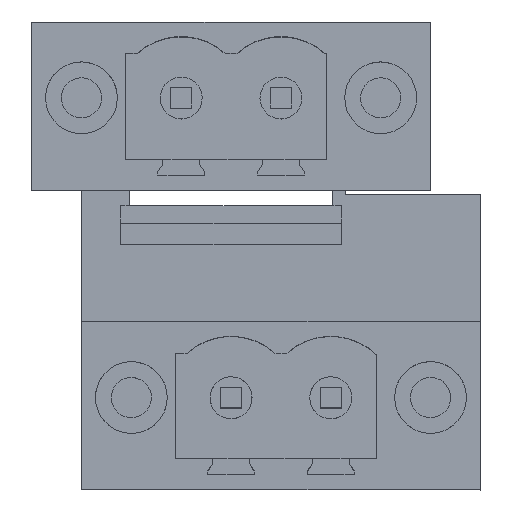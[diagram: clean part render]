
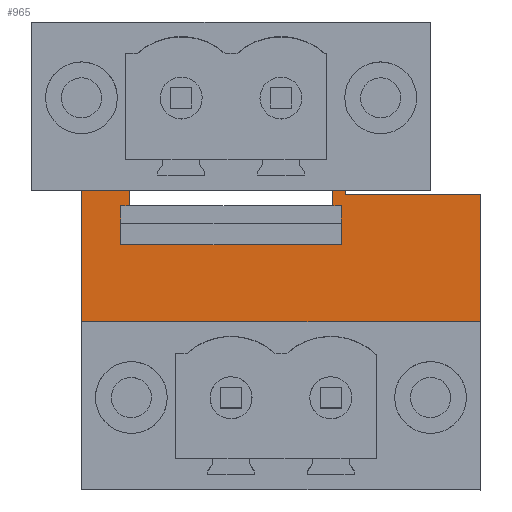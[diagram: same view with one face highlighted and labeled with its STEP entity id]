
A CAD part, top view. The second image highlights one B-rep face of the part: STEP entity #965.
In plain terms, the highlighted planar face has unit normal (0, 0, 1).
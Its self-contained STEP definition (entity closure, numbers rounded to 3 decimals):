
#866=AXIS2_PLACEMENT_3D('Plane Axis2P3D',#863,#864,#865) ;
#104=CARTESIAN_POINT('Vertex',(15.105,15.,12.7)) ;
#109=CARTESIAN_POINT('Line Origine',(15.415,15.,12.7)) ;
#113=CARTESIAN_POINT('Vertex',(15.725,15.,12.7)) ;
#160=CARTESIAN_POINT('Vertex',(4.275,15.,12.7)) ;
#163=CARTESIAN_POINT('Line Origine',(4.585,15.,12.7)) ;
#167=CARTESIAN_POINT('Vertex',(4.895,15.,12.7)) ;
#833=CARTESIAN_POINT('Vertex',(15.105,14.25,12.7)) ;
#836=CARTESIAN_POINT('Line Origine',(15.105,14.625,12.7)) ;
#863=CARTESIAN_POINT('Axis2P3D Location',(0.,15.,12.7)) ;
#868=CARTESIAN_POINT('Line Origine',(22.5,11.615,12.7)) ;
#872=CARTESIAN_POINT('Vertex',(22.5,14.8,12.7)) ;
#874=CARTESIAN_POINT('Vertex',(22.5,8.43,12.7)) ;
#877=CARTESIAN_POINT('Line Origine',(19.112,14.8,12.7)) ;
#881=CARTESIAN_POINT('Vertex',(15.725,14.8,12.7)) ;
#884=CARTESIAN_POINT('Line Origine',(15.725,14.9,12.7)) ;
#889=CARTESIAN_POINT('Line Origine',(15.32,14.25,12.7)) ;
#893=CARTESIAN_POINT('Vertex',(15.535,14.25,12.7)) ;
#896=CARTESIAN_POINT('Line Origine',(15.535,13.275,12.7)) ;
#900=CARTESIAN_POINT('Vertex',(15.535,12.3,12.7)) ;
#903=CARTESIAN_POINT('Line Origine',(10.,12.3,12.7)) ;
#907=CARTESIAN_POINT('Vertex',(4.465,12.3,12.7)) ;
#910=CARTESIAN_POINT('Line Origine',(4.465,13.275,12.7)) ;
#914=CARTESIAN_POINT('Vertex',(4.465,14.25,12.7)) ;
#917=CARTESIAN_POINT('Line Origine',(4.68,14.25,12.7)) ;
#921=CARTESIAN_POINT('Vertex',(4.895,14.25,12.7)) ;
#924=CARTESIAN_POINT('Line Origine',(4.895,14.625,12.7)) ;
#929=CARTESIAN_POINT('Line Origine',(3.388,15.,12.7)) ;
#933=CARTESIAN_POINT('Vertex',(2.5,15.,12.7)) ;
#936=CARTESIAN_POINT('Line Origine',(2.5,11.715,12.7)) ;
#940=CARTESIAN_POINT('Vertex',(2.5,8.43,12.7)) ;
#943=CARTESIAN_POINT('Line Origine',(12.5,8.43,12.7)) ;
#110=DIRECTION('Vector Direction',(1.,0.,0.)) ;
#164=DIRECTION('Vector Direction',(1.,0.,0.)) ;
#837=DIRECTION('Vector Direction',(0.,-1.,0.)) ;
#864=DIRECTION('Axis2P3D Direction',(-0.,0.,1.)) ;
#865=DIRECTION('Axis2P3D XDirection',(0.,-1.,0.)) ;
#869=DIRECTION('Vector Direction',(0.,-1.,0.)) ;
#878=DIRECTION('Vector Direction',(-1.,0.,0.)) ;
#885=DIRECTION('Vector Direction',(0.,1.,0.)) ;
#890=DIRECTION('Vector Direction',(-1.,0.,0.)) ;
#897=DIRECTION('Vector Direction',(0.,1.,0.)) ;
#904=DIRECTION('Vector Direction',(1.,0.,0.)) ;
#911=DIRECTION('Vector Direction',(0.,1.,0.)) ;
#918=DIRECTION('Vector Direction',(-1.,0.,0.)) ;
#925=DIRECTION('Vector Direction',(0.,-1.,0.)) ;
#930=DIRECTION('Vector Direction',(1.,0.,0.)) ;
#937=DIRECTION('Vector Direction',(0.,-1.,0.)) ;
#944=DIRECTION('Vector Direction',(1.,0.,0.)) ;
#111=VECTOR('Line Direction',#110,1.) ;
#165=VECTOR('Line Direction',#164,1.) ;
#838=VECTOR('Line Direction',#837,1.) ;
#870=VECTOR('Line Direction',#869,1.) ;
#879=VECTOR('Line Direction',#878,1.) ;
#886=VECTOR('Line Direction',#885,1.) ;
#891=VECTOR('Line Direction',#890,1.) ;
#898=VECTOR('Line Direction',#897,1.) ;
#905=VECTOR('Line Direction',#904,1.) ;
#912=VECTOR('Line Direction',#911,1.) ;
#919=VECTOR('Line Direction',#918,1.) ;
#926=VECTOR('Line Direction',#925,1.) ;
#931=VECTOR('Line Direction',#930,1.) ;
#938=VECTOR('Line Direction',#937,1.) ;
#945=VECTOR('Line Direction',#944,1.) ;
#949=ORIENTED_EDGE('',*,*,#876,.F.) ;
#950=ORIENTED_EDGE('',*,*,#883,.T.) ;
#951=ORIENTED_EDGE('',*,*,#888,.T.) ;
#952=ORIENTED_EDGE('',*,*,#115,.F.) ;
#953=ORIENTED_EDGE('',*,*,#840,.F.) ;
#954=ORIENTED_EDGE('',*,*,#895,.F.) ;
#955=ORIENTED_EDGE('',*,*,#902,.F.) ;
#956=ORIENTED_EDGE('',*,*,#909,.F.) ;
#957=ORIENTED_EDGE('',*,*,#916,.F.) ;
#958=ORIENTED_EDGE('',*,*,#923,.F.) ;
#959=ORIENTED_EDGE('',*,*,#928,.F.) ;
#960=ORIENTED_EDGE('',*,*,#169,.F.) ;
#961=ORIENTED_EDGE('',*,*,#935,.F.) ;
#962=ORIENTED_EDGE('',*,*,#942,.T.) ;
#963=ORIENTED_EDGE('',*,*,#947,.T.) ;
#965=ADVANCED_FACE('HOUSING',(#964),#867,.T.) ;
#115=EDGE_CURVE('',#105,#114,#112,.T.) ;
#169=EDGE_CURVE('',#161,#168,#166,.T.) ;
#840=EDGE_CURVE('',#834,#105,#839,.F.) ;
#876=EDGE_CURVE('',#873,#875,#871,.T.) ;
#883=EDGE_CURVE('',#873,#882,#880,.T.) ;
#888=EDGE_CURVE('',#882,#114,#887,.T.) ;
#895=EDGE_CURVE('',#894,#834,#892,.T.) ;
#902=EDGE_CURVE('',#901,#894,#899,.T.) ;
#909=EDGE_CURVE('',#908,#901,#906,.T.) ;
#916=EDGE_CURVE('',#915,#908,#913,.F.) ;
#923=EDGE_CURVE('',#922,#915,#920,.T.) ;
#928=EDGE_CURVE('',#168,#922,#927,.T.) ;
#935=EDGE_CURVE('',#934,#161,#932,.T.) ;
#942=EDGE_CURVE('',#934,#941,#939,.T.) ;
#947=EDGE_CURVE('',#941,#875,#946,.T.) ;
#948=EDGE_LOOP('',(#949,#950,#951,#952,#953,#954,#955,#956,#957,#958,#959,#960,#961,#962,#963)) ;
#964=FACE_OUTER_BOUND('',#948,.T.) ;
#112=LINE('Line',#109,#111) ;
#166=LINE('Line',#163,#165) ;
#839=LINE('Line',#836,#838) ;
#871=LINE('Line',#868,#870) ;
#880=LINE('Line',#877,#879) ;
#887=LINE('Line',#884,#886) ;
#892=LINE('Line',#889,#891) ;
#899=LINE('Line',#896,#898) ;
#906=LINE('Line',#903,#905) ;
#913=LINE('Line',#910,#912) ;
#920=LINE('Line',#917,#919) ;
#927=LINE('Line',#924,#926) ;
#932=LINE('Line',#929,#931) ;
#939=LINE('Line',#936,#938) ;
#946=LINE('Line',#943,#945) ;
#867=PLANE('',#866) ;
#105=VERTEX_POINT('',#104) ;
#114=VERTEX_POINT('',#113) ;
#161=VERTEX_POINT('',#160) ;
#168=VERTEX_POINT('',#167) ;
#834=VERTEX_POINT('',#833) ;
#873=VERTEX_POINT('',#872) ;
#875=VERTEX_POINT('',#874) ;
#882=VERTEX_POINT('',#881) ;
#894=VERTEX_POINT('',#893) ;
#901=VERTEX_POINT('',#900) ;
#908=VERTEX_POINT('',#907) ;
#915=VERTEX_POINT('',#914) ;
#922=VERTEX_POINT('',#921) ;
#934=VERTEX_POINT('',#933) ;
#941=VERTEX_POINT('',#940) ;
